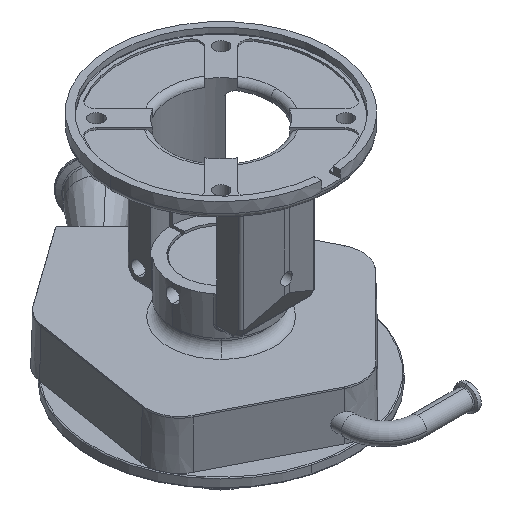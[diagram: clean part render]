
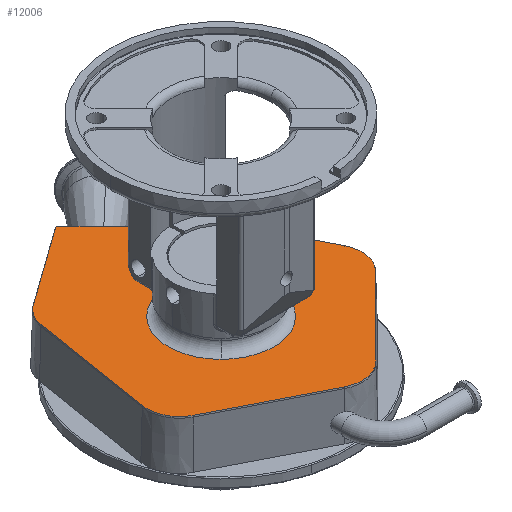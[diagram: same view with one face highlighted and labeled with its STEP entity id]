
A CAD part, isometric view. The second image highlights one B-rep face of the part: STEP entity #12006.
In plain terms, the highlighted planar face has unit normal (0, 0, 1).
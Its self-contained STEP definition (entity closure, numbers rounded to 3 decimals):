
#217 = DIRECTION ( 'NONE',  ( 0., 0., 1. ) ) ;
#309 = CARTESIAN_POINT ( 'NONE',  ( 39.4, -121.828, -189. ) ) ;
#603 = VECTOR ( 'NONE', #12289, 1000. ) ;
#664 = CARTESIAN_POINT ( 'NONE',  ( 0.571, -128.013, -189. ) ) ;
#750 = VERTEX_POINT ( 'NONE', #7642 ) ;
#761 = DIRECTION ( 'NONE',  ( -0.706, -0.708, 0. ) ) ;
#880 = AXIS2_PLACEMENT_3D ( 'NONE', #12094, #217, #4563 ) ;
#983 = CARTESIAN_POINT ( 'NONE',  ( -3.994, 162.261, -189. ) ) ;
#999 = VERTEX_POINT ( 'NONE', #13509 ) ;
#1002 = PLANE ( 'NONE',  #880 ) ;
#1042 = LINE ( 'NONE', #7640, #11392 ) ;
#1044 = ORIENTED_EDGE ( 'NONE', *, *, #12256, .F. ) ;
#1090 = AXIS2_PLACEMENT_3D ( 'NONE', #10742, #10889, #1932 ) ;
#1142 = VECTOR ( 'NONE', #5183, 1000. ) ;
#1194 = AXIS2_PLACEMENT_3D ( 'NONE', #3539, #6938, #8035 ) ;
#1332 = CIRCLE ( 'NONE', #3404, 55. ) ;
#1337 = DIRECTION ( 'NONE',  ( 0., 0., -1. ) ) ;
#1345 = DIRECTION ( 'NONE',  ( 0., 0., -1. ) ) ;
#1543 = DIRECTION ( 'NONE',  ( 0.451, -0.892, 0. ) ) ;
#1546 = VERTEX_POINT ( 'NONE', #309 ) ;
#1805 = ORIENTED_EDGE ( 'NONE', *, *, #12648, .T. ) ;
#1932 = DIRECTION ( 'NONE',  ( -0.707, -0.707, 0. ) ) ;
#1948 = EDGE_CURVE ( 'NONE', #1546, #7561, #10565, .T. ) ;
#1961 = ORIENTED_EDGE ( 'NONE', *, *, #1948, .F. ) ;
#2286 = CARTESIAN_POINT ( 'NONE',  ( 118.508, 143.284, -189. ) ) ;
#2378 = EDGE_CURVE ( 'NONE', #7561, #999, #5589, .T. ) ;
#2929 = ORIENTED_EDGE ( 'NONE', *, *, #5595, .F. ) ;
#2939 = EDGE_CURVE ( 'NONE', #4989, #5873, #9900, .T. ) ;
#3106 = VERTEX_POINT ( 'NONE', #9891 ) ;
#3109 = ORIENTED_EDGE ( 'NONE', *, *, #11071, .F. ) ;
#3247 = EDGE_CURVE ( 'NONE', #6844, #12637, #4746, .T. ) ;
#3392 = AXIS2_PLACEMENT_3D ( 'NONE', #3445, #1345, #10222 ) ;
#3404 = AXIS2_PLACEMENT_3D ( 'NONE', #6535, #10872, #14395 ) ;
#3445 = CARTESIAN_POINT ( 'NONE',  ( -88.734, -45.017, -189. ) ) ;
#3467 = VECTOR ( 'NONE', #11075, 1000. ) ;
#3539 = CARTESIAN_POINT ( 'NONE',  ( 15.737, -98.248, -189. ) ) ;
#3573 = CARTESIAN_POINT ( 'NONE',  ( -68.419, 80.962, -189. ) ) ;
#3678 = DIRECTION ( 'NONE',  ( 0., 0., -1. ) ) ;
#3814 = DIRECTION ( 'NONE',  ( -0.707, -0.707, 0. ) ) ;
#3936 = ORIENTED_EDGE ( 'NONE', *, *, #4278, .F. ) ;
#4019 = VERTEX_POINT ( 'NONE', #9418 ) ;
#4113 = DIRECTION ( 'NONE',  ( 0.159, 0.987, 0. ) ) ;
#4278 = EDGE_CURVE ( 'NONE', #14336, #4019, #6743, .T. ) ;
#4397 = CARTESIAN_POINT ( 'NONE',  ( -101.399, 86.281, -189. ) ) ;
#4441 = LINE ( 'NONE', #6737, #3467 ) ;
#4463 = ORIENTED_EDGE ( 'NONE', *, *, #10062, .T. ) ;
#4563 = DIRECTION ( 'NONE',  ( -0.707, -0.707, 0. ) ) ;
#4746 = CIRCLE ( 'NONE', #8520, 4.77 ) ;
#4793 = EDGE_CURVE ( 'NONE', #5873, #6844, #11893, .T. ) ;
#4965 = CARTESIAN_POINT ( 'NONE',  ( 144.669, -33.067, -189. ) ) ;
#4989 = VERTEX_POINT ( 'NONE', #12614 ) ;
#5021 = DIRECTION ( 'NONE',  ( 0., 0., 1. ) ) ;
#5146 = CARTESIAN_POINT ( 'NONE',  ( -38.891, -38.891, -189. ) ) ;
#5183 = DIRECTION ( 'NONE',  ( 0.813, 0.582, 0. ) ) ;
#5215 = LINE ( 'NONE', #9700, #5793 ) ;
#5326 = CARTESIAN_POINT ( 'NONE',  ( -116.993, 87.288, -189. ) ) ;
#5394 = ORIENTED_EDGE ( 'NONE', *, *, #4793, .F. ) ;
#5430 = DIRECTION ( 'NONE',  ( 0., 0., -1. ) ) ;
#5548 = CARTESIAN_POINT ( 'NONE',  ( -87.855, 108.132, -189. ) ) ;
#5589 = LINE ( 'NONE', #9048, #11995 ) ;
#5595 = EDGE_CURVE ( 'NONE', #4019, #1546, #1042, .T. ) ;
#5666 = DIRECTION ( 'NONE',  ( -0.891, 0.454, 0. ) ) ;
#5793 = VECTOR ( 'NONE', #4113, 1000. ) ;
#5865 = CARTESIAN_POINT ( 'NONE',  ( 40.305, 122.329, -189. ) ) ;
#5873 = VERTEX_POINT ( 'NONE', #5548 ) ;
#6240 = VECTOR ( 'NONE', #1543, 1000. ) ;
#6362 = ORIENTED_EDGE ( 'NONE', *, *, #2378, .F. ) ;
#6419 = EDGE_CURVE ( 'NONE', #10790, #10114, #5215, .T. ) ;
#6535 = CARTESIAN_POINT ( 'NONE',  ( 0., 0., -189. ) ) ;
#6544 = VERTEX_POINT ( 'NONE', #9462 ) ;
#6596 = CARTESIAN_POINT ( 'NONE',  ( -4.38, 167.015, -189. ) ) ;
#6737 = CARTESIAN_POINT ( 'NONE',  ( 81.317, 81.317, -189. ) ) ;
#6743 = CIRCLE ( 'NONE', #12380, 33.406 ) ;
#6825 = EDGE_LOOP ( 'NONE', ( #3109, #12650 ) ) ;
#6844 = VERTEX_POINT ( 'NONE', #13995 ) ;
#6938 = DIRECTION ( 'NONE',  ( 0., 0., -1. ) ) ;
#6969 = EDGE_CURVE ( 'NONE', #750, #12230, #12785, .T. ) ;
#7313 = CARTESIAN_POINT ( 'NONE',  ( 0., 0., -189. ) ) ;
#7349 = DIRECTION ( 'NONE',  ( -0.707, -0.707, 0. ) ) ;
#7405 = CIRCLE ( 'NONE', #1090, 33.406 ) ;
#7561 = VERTEX_POINT ( 'NONE', #664 ) ;
#7622 = AXIS2_PLACEMENT_3D ( 'NONE', #7313, #5021, #11801 ) ;
#7637 = CIRCLE ( 'NONE', #3392, 33.406 ) ;
#7640 = CARTESIAN_POINT ( 'NONE',  ( 39.4, -121.828, -189. ) ) ;
#7642 = CARTESIAN_POINT ( 'NONE',  ( 38.891, 38.891, -189. ) ) ;
#7939 = DIRECTION ( 'NONE',  ( 0., 0., -1. ) ) ;
#8035 = DIRECTION ( 'NONE',  ( -0.707, -0.707, 0. ) ) ;
#8073 = DIRECTION ( 'NONE',  ( -0.707, -0.707, 0. ) ) ;
#8406 = CIRCLE ( 'NONE', #11721, 33.406 ) ;
#8520 = AXIS2_PLACEMENT_3D ( 'NONE', #983, #5430, #13235 ) ;
#8747 = ORIENTED_EDGE ( 'NONE', *, *, #3247, .F. ) ;
#8846 = FACE_BOUND ( 'NONE', #6825, .T. ) ;
#9014 = VERTEX_POINT ( 'NONE', #5865 ) ;
#9043 = CARTESIAN_POINT ( 'NONE',  ( 98.302, -15.394, -189. ) ) ;
#9048 = CARTESIAN_POINT ( 'NONE',  ( 0.571, -128.013, -189. ) ) ;
#9418 = CARTESIAN_POINT ( 'NONE',  ( 121.965, -38.974, -189. ) ) ;
#9449 = LINE ( 'NONE', #4965, #6240 ) ;
#9462 = CARTESIAN_POINT ( 'NONE',  ( 69.909, 114.814, -189. ) ) ;
#9700 = CARTESIAN_POINT ( 'NONE',  ( -127.433, -75.16, -189. ) ) ;
#9891 = CARTESIAN_POINT ( 'NONE',  ( 58.944, 127.324, -189. ) ) ;
#9900 = CIRCLE ( 'NONE', #14144, 33.406 ) ;
#10062 = EDGE_CURVE ( 'NONE', #3106, #9014, #10142, .T. ) ;
#10114 = VERTEX_POINT ( 'NONE', #4397 ) ;
#10142 = LINE ( 'NONE', #2286, #603 ) ;
#10222 = DIRECTION ( 'NONE',  ( -0.707, -0.707, 0. ) ) ;
#10464 = CARTESIAN_POINT ( 'NONE',  ( -68.419, 80.962, -189. ) ) ;
#10565 = CIRCLE ( 'NONE', #1194, 33.406 ) ;
#10742 = CARTESIAN_POINT ( 'NONE',  ( 40.096, 99.742, -189. ) ) ;
#10749 = EDGE_CURVE ( 'NONE', #999, #10790, #7637, .T. ) ;
#10790 = VERTEX_POINT ( 'NONE', #11179 ) ;
#10872 = DIRECTION ( 'NONE',  ( 0., 0., 1. ) ) ;
#10889 = DIRECTION ( 'NONE',  ( 0., 0., -1. ) ) ;
#11071 = EDGE_CURVE ( 'NONE', #12230, #750, #1332, .T. ) ;
#11075 = DIRECTION ( 'NONE',  ( -0.707, 0.707, 0. ) ) ;
#11088 = ORIENTED_EDGE ( 'NONE', *, *, #13310, .F. ) ;
#11179 = CARTESIAN_POINT ( 'NONE',  ( -121.714, -39.699, -189. ) ) ;
#11295 = EDGE_CURVE ( 'NONE', #6544, #14336, #9449, .T. ) ;
#11392 = VECTOR ( 'NONE', #761, 1000. ) ;
#11721 = AXIS2_PLACEMENT_3D ( 'NONE', #10464, #3678, #3814 ) ;
#11770 = ORIENTED_EDGE ( 'NONE', *, *, #2939, .F. ) ;
#11801 = DIRECTION ( 'NONE',  ( -0.707, -0.707, 0. ) ) ;
#11893 = LINE ( 'NONE', #5326, #1142 ) ;
#11995 = VECTOR ( 'NONE', #5666, 1000. ) ;
#12006 = ADVANCED_FACE ( 'NONE', ( #8846, #14289 ), #1002, .T. ) ;
#12094 = CARTESIAN_POINT ( 'NONE',  ( 123.744, 123.744, -189. ) ) ;
#12197 = ORIENTED_EDGE ( 'NONE', *, *, #11295, .F. ) ;
#12230 = VERTEX_POINT ( 'NONE', #5146 ) ;
#12256 = EDGE_CURVE ( 'NONE', #3106, #6544, #7405, .T. ) ;
#12289 = DIRECTION ( 'NONE',  ( -0.966, -0.259, 0. ) ) ;
#12380 = AXIS2_PLACEMENT_3D ( 'NONE', #9043, #7939, #7349 ) ;
#12518 = ORIENTED_EDGE ( 'NONE', *, *, #10749, .F. ) ;
#12614 = CARTESIAN_POINT ( 'NONE',  ( -92.04, 104.584, -189. ) ) ;
#12637 = VERTEX_POINT ( 'NONE', #6596 ) ;
#12648 = EDGE_CURVE ( 'NONE', #9014, #12637, #4441, .T. ) ;
#12650 = ORIENTED_EDGE ( 'NONE', *, *, #6969, .F. ) ;
#12785 = CIRCLE ( 'NONE', #7622, 55. ) ;
#12880 = EDGE_LOOP ( 'NONE', ( #1044, #4463, #1805, #8747, #5394, #11770, #11088, #13046, #12518, #6362, #1961, #2929, #3936, #12197 ) ) ;
#12915 = CARTESIAN_POINT ( 'NONE',  ( 128.115, -0.322, -189. ) ) ;
#13046 = ORIENTED_EDGE ( 'NONE', *, *, #6419, .F. ) ;
#13235 = DIRECTION ( 'NONE',  ( -0.707, -0.707, 0. ) ) ;
#13310 = EDGE_CURVE ( 'NONE', #10114, #4989, #8406, .T. ) ;
#13509 = CARTESIAN_POINT ( 'NONE',  ( -103.9, -74.782, -189. ) ) ;
#13995 = CARTESIAN_POINT ( 'NONE',  ( -6.769, 166.14, -189. ) ) ;
#14144 = AXIS2_PLACEMENT_3D ( 'NONE', #3573, #1337, #8073 ) ;
#14289 = FACE_OUTER_BOUND ( 'NONE', #12880, .T. ) ;
#14336 = VERTEX_POINT ( 'NONE', #12915 ) ;
#14395 = DIRECTION ( 'NONE',  ( -0.707, -0.707, 0. ) ) ;
